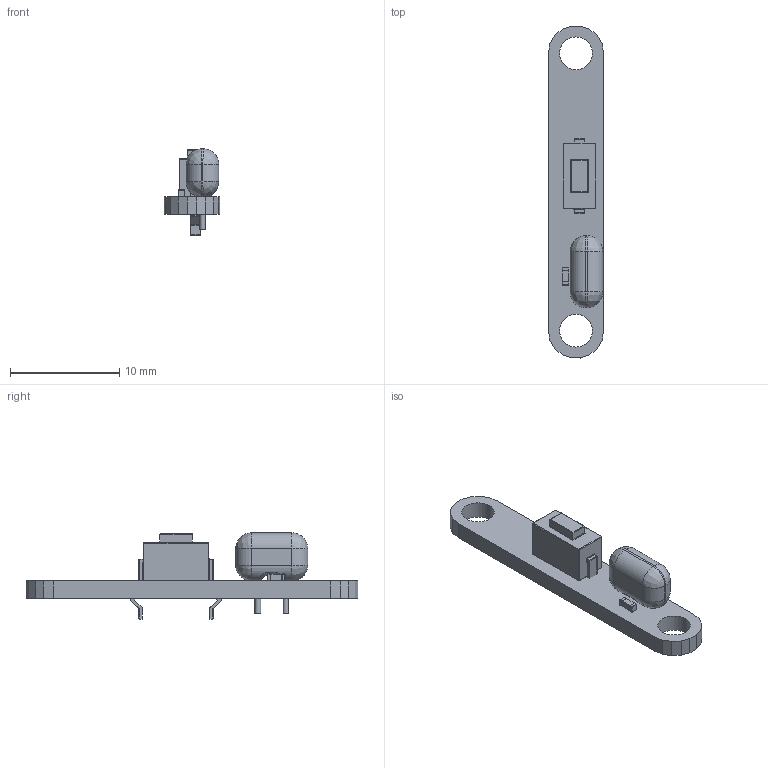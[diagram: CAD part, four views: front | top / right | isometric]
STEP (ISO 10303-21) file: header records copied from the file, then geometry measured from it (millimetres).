
FILE_DESCRIPTION(('for SolidWorks'),'2;1');
FILE_NAME('3d.step','2022-12-31T10:44:00',( 'Jared'),(''),'Open CASCADE STEP processor 6.6','DipTrace','Unknown' );
FILE_SCHEMA(('AUTOMOTIVE_DESIGN { 1 0 10303 214 1 1 1 1 }'));
Length unit declared in the file: millimetre
Products named in the file (5): PCB_3d; Board_3d; cap-2.54_6.6x3; res_0603; 3x6x4.3mm_Button
Assembly tree (4 placements, depth 2):
  PCB_3d
    Board_3d
    cap-2.54_6.6x3
    res_0603
    3x6x4.3mm_Button
Bounding box: 5.08 x 30.4 x 7.9 mm (x, y, z)
Volume: 351.2 mm3; surface area: 642.9 mm2
Topology: 4 solids, 4 shells, 222 faces, 533 edges, 307 vertices
Faces by surface type: plane 107, cylinder 74, bspline 19, sphere 14, torus 8
Full cylindrical faces by diameter (mm): 0.46 x1, 0.534 x1, 3 x2
Entity records: 9695 total; most frequent: CARTESIAN_POINT 4173, ORIENTED_EDGE 1034, DIRECTION 937, EDGE_CURVE 517, LINE 343, VECTOR 343, VERTEX_POINT 307, AXIS2_PLACEMENT_3D 297
